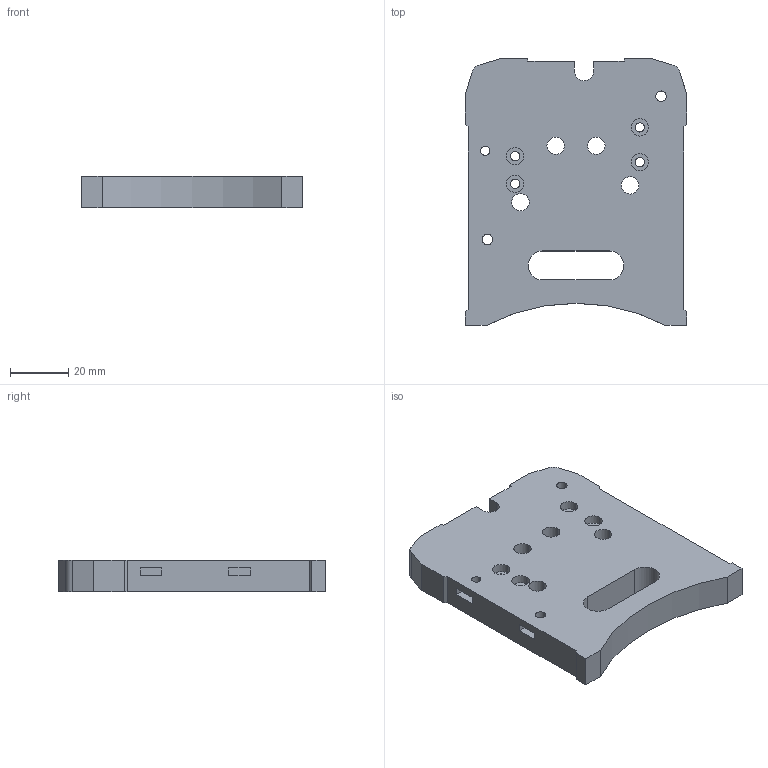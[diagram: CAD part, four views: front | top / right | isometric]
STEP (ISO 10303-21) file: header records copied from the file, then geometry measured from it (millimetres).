
FILE_DESCRIPTION (( 'STEP AP214' ), '1' );
FILE_NAME ('Ender 7 ara parça.STEP', '2024-11-18T09:01:54', ( '' ), ( '' ), 'SwSTEP 2.0', 'SolidWorks 2024', '' );
FILE_SCHEMA (( 'AUTOMOTIVE_DESIGN' ));
Length unit declared in the file: millimetre
Products named in the file (1): Ender 7 ara parça
Bounding box: 76.2 x 92.02 x 11 mm (x, y, z)
Volume: 64556.4 mm3; surface area: 18751.8 mm2
Topology: 1 solids, 1 shells, 90 faces, 246 edges, 164 vertices
Faces by surface type: plane 47, cylinder 43
Entity records: 2959 total; most frequent: DIRECTION 514, CARTESIAN_POINT 501, ORIENTED_EDGE 492, EDGE_CURVE 246, AXIS2_PLACEMENT_3D 177, VERTEX_POINT 164, LINE 160, VECTOR 160
